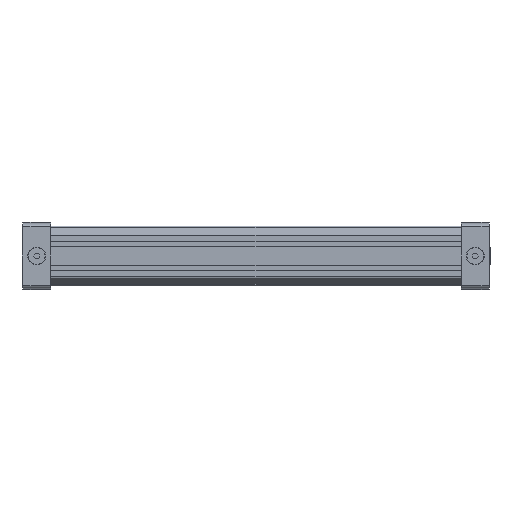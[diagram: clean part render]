
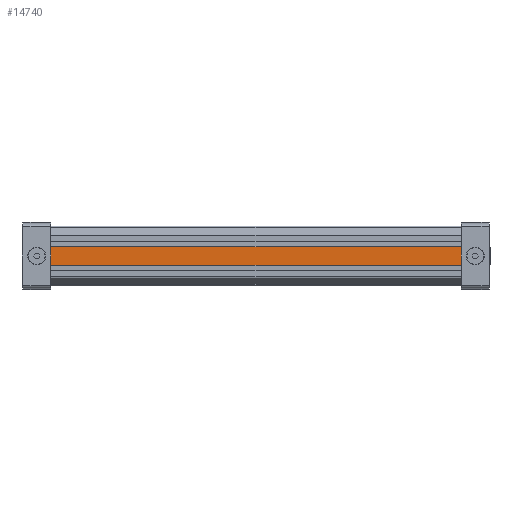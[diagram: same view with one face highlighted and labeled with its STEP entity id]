
A CAD part, front view. The second image highlights one B-rep face of the part: STEP entity #14740.
In plain terms, the highlighted planar face has unit normal (0, -1, 0).
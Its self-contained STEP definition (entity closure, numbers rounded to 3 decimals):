
#126 = LINE ( 'NONE', #4001, #3542 ) ;
#255 = DIRECTION ( 'NONE',  ( -1., 0., 0. ) ) ;
#1916 = VERTEX_POINT ( 'NONE', #9244 ) ;
#2489 = EDGE_CURVE ( 'NONE', #1916, #17822, #126, .T. ) ;
#2534 = DIRECTION ( 'NONE',  ( 0., 1., 0. ) ) ;
#3417 = VERTEX_POINT ( 'NONE', #12702 ) ;
#3542 = VECTOR ( 'NONE', #19641, 1000. ) ;
#3879 = LINE ( 'NONE', #4120, #18712 ) ;
#3980 = LINE ( 'NONE', #5782, #24842 ) ;
#4001 = CARTESIAN_POINT ( 'NONE',  ( -320., -33.8, 30.8 ) ) ;
#4012 = CARTESIAN_POINT ( 'NONE',  ( -320., -33.8, -10.125 ) ) ;
#4120 = CARTESIAN_POINT ( 'NONE',  ( 120., -33.8, -10.125 ) ) ;
#4292 = AXIS2_PLACEMENT_3D ( 'NONE', #24375, #2534, #18313 ) ;
#5380 = DIRECTION ( 'NONE',  ( 1., 0., 0. ) ) ;
#5782 = CARTESIAN_POINT ( 'NONE',  ( 120., -33.8, 30.8 ) ) ;
#5977 = EDGE_CURVE ( 'NONE', #21894, #17822, #3879, .T. ) ;
#6050 = ORIENTED_EDGE ( 'NONE', *, *, #2489, .T. ) ;
#9123 = LINE ( 'NONE', #14823, #11633 ) ;
#9244 = CARTESIAN_POINT ( 'NONE',  ( -320., -33.8, 10.125 ) ) ;
#10456 = EDGE_LOOP ( 'NONE', ( #12919, #24588, #25333, #6050 ) ) ;
#11633 = VECTOR ( 'NONE', #5380, 1000. ) ;
#12702 = CARTESIAN_POINT ( 'NONE',  ( 120., -33.8, 10.125 ) ) ;
#12750 = FACE_OUTER_BOUND ( 'NONE', #10456, .T. ) ;
#12919 = ORIENTED_EDGE ( 'NONE', *, *, #5977, .F. ) ;
#14740 = ADVANCED_FACE ( 'NONE', ( #12750 ), #20247, .F. ) ;
#14823 = CARTESIAN_POINT ( 'NONE',  ( 120., -33.8, 10.125 ) ) ;
#15423 = CARTESIAN_POINT ( 'NONE',  ( 120., -33.8, -10.125 ) ) ;
#16923 = EDGE_CURVE ( 'NONE', #3417, #21894, #3980, .T. ) ;
#17822 = VERTEX_POINT ( 'NONE', #4012 ) ;
#18313 = DIRECTION ( 'NONE',  ( 0., 0., 1. ) ) ;
#18712 = VECTOR ( 'NONE', #255, 1000. ) ;
#19640 = EDGE_CURVE ( 'NONE', #1916, #3417, #9123, .T. ) ;
#19641 = DIRECTION ( 'NONE',  ( 0., 0., -1. ) ) ;
#20247 = PLANE ( 'NONE',  #4292 ) ;
#21894 = VERTEX_POINT ( 'NONE', #15423 ) ;
#24375 = CARTESIAN_POINT ( 'NONE',  ( 120., -33.8, 10.125 ) ) ;
#24588 = ORIENTED_EDGE ( 'NONE', *, *, #16923, .F. ) ;
#24842 = VECTOR ( 'NONE', #25432, 1000. ) ;
#25333 = ORIENTED_EDGE ( 'NONE', *, *, #19640, .F. ) ;
#25432 = DIRECTION ( 'NONE',  ( 0., 0., -1. ) ) ;
